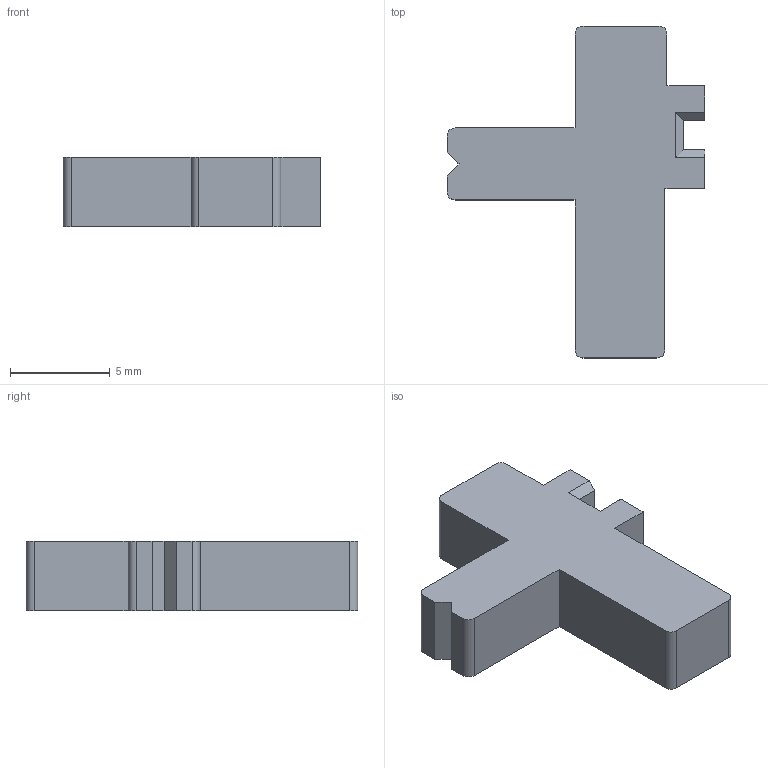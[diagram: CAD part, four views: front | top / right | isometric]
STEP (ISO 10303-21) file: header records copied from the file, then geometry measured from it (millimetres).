
FILE_DESCRIPTION(/* description */ (''),/* implementation_level */ '2;1');
FILE_NAME(/* name */ 'switch.step',/* time_stamp */ '2025-09-18T16:30:26-05:00',/* author */ (''),/* organization */ (''),/* preprocessor_version */ 'ST-DEVELOPER v20.1',/* originating_system */ 'Autodesk Translation Framework v14.17.0.0',/* authorisation */ '');
FILE_SCHEMA (('AUTOMOTIVE_DESIGN { 1 0 10303 214 3 1 1 }'));
Length unit declared in the file: millimetre
Products named in the file (1): LevelsGrande
Bounding box: 12.9 x 16.6 x 3.5 mm (x, y, z)
Volume: 371.2 mm3; surface area: 422.9 mm2
Topology: 1 solids, 1 shells, 33 faces, 89 edges, 58 vertices
Faces by surface type: plane 27, cylinder 6
Entity records: 1080 total; most frequent: CARTESIAN_POINT 181, ORIENTED_EDGE 178, DIRECTION 169, EDGE_CURVE 89, LINE 77, VECTOR 77, VERTEX_POINT 58, AXIS2_PLACEMENT_3D 46
